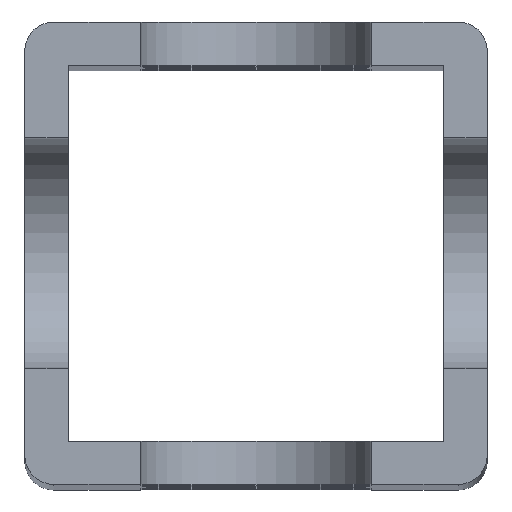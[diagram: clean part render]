
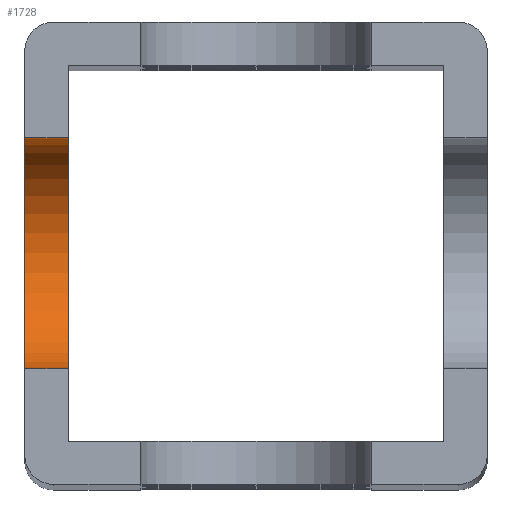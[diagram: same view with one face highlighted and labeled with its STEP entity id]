
A CAD part, top view. The second image highlights one B-rep face of the part: STEP entity #1728.
In plain terms, the highlighted cylindrical face has radius 4 mm (diameter 8 mm), a partial arc.
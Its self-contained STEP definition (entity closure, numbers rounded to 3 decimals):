
#121 = AXIS2_PLACEMENT_3D ( 'NONE', #4477, #2215, #4810 ) ;
#434 = AXIS2_PLACEMENT_3D ( 'NONE', #3393, #1022, #3801 ) ;
#607 = DIRECTION ( 'NONE',  ( -1., 0., 0. ) ) ;
#714 = CARTESIAN_POINT ( 'NONE',  ( 56.771, 51.674, 137.171 ) ) ;
#734 = CARTESIAN_POINT ( 'NONE',  ( 58.271, 43.674, 137.171 ) ) ;
#882 = AXIS2_PLACEMENT_3D ( 'NONE', #4542, #4447, #2388 ) ;
#1022 = DIRECTION ( 'NONE',  ( 1., 0., 0. ) ) ;
#1028 = VERTEX_POINT ( 'NONE', #4285 ) ;
#1043 = VERTEX_POINT ( 'NONE', #734 ) ;
#1110 = VECTOR ( 'NONE', #607, 1000. ) ;
#1220 = CARTESIAN_POINT ( 'NONE',  ( 56.771, 43.674, 137.171 ) ) ;
#1281 = ORIENTED_EDGE ( 'NONE', *, *, #2730, .F. ) ;
#1479 = CARTESIAN_POINT ( 'NONE',  ( 56.771, 51.674, 137.171 ) ) ;
#1728 = ADVANCED_FACE ( 'NONE', ( #3984 ), #1876, .F. ) ;
#1791 = VECTOR ( 'NONE', #3873, 1000. ) ;
#1876 = CYLINDRICAL_SURFACE ( 'NONE', #882, 4. ) ;
#2170 = LINE ( 'NONE', #4783, #1110 ) ;
#2215 = DIRECTION ( 'NONE',  ( -1., 0., 0. ) ) ;
#2262 = EDGE_CURVE ( 'NONE', #3822, #1028, #2721, .T. ) ;
#2388 = DIRECTION ( 'NONE',  ( 0., 1., 0. ) ) ;
#2468 = EDGE_CURVE ( 'NONE', #1043, #3574, #2170, .T. ) ;
#2490 = EDGE_CURVE ( 'NONE', #3574, #3822, #4114, .T. ) ;
#2605 = ORIENTED_EDGE ( 'NONE', *, *, #2262, .F. ) ;
#2721 = LINE ( 'NONE', #1479, #1791 ) ;
#2730 = EDGE_CURVE ( 'NONE', #1028, #1043, #3599, .T. ) ;
#3011 = EDGE_LOOP ( 'NONE', ( #3827, #3982, #1281, #2605 ) ) ;
#3393 = CARTESIAN_POINT ( 'NONE',  ( 56.771, 47.674, 137.171 ) ) ;
#3574 = VERTEX_POINT ( 'NONE', #1220 ) ;
#3599 = CIRCLE ( 'NONE', #121, 4. ) ;
#3801 = DIRECTION ( 'NONE',  ( 0., 1., 0. ) ) ;
#3822 = VERTEX_POINT ( 'NONE', #714 ) ;
#3827 = ORIENTED_EDGE ( 'NONE', *, *, #2490, .F. ) ;
#3873 = DIRECTION ( 'NONE',  ( 1., 0., 0. ) ) ;
#3982 = ORIENTED_EDGE ( 'NONE', *, *, #2468, .F. ) ;
#3984 = FACE_OUTER_BOUND ( 'NONE', #3011, .T. ) ;
#4114 = CIRCLE ( 'NONE', #434, 4. ) ;
#4285 = CARTESIAN_POINT ( 'NONE',  ( 58.271, 51.674, 137.171 ) ) ;
#4447 = DIRECTION ( 'NONE',  ( 1., 0., 0. ) ) ;
#4477 = CARTESIAN_POINT ( 'NONE',  ( 58.271, 47.674, 137.171 ) ) ;
#4542 = CARTESIAN_POINT ( 'NONE',  ( 56.771, 47.674, 137.171 ) ) ;
#4783 = CARTESIAN_POINT ( 'NONE',  ( 56.771, 43.674, 137.171 ) ) ;
#4810 = DIRECTION ( 'NONE',  ( 0., -1., 0. ) ) ;
